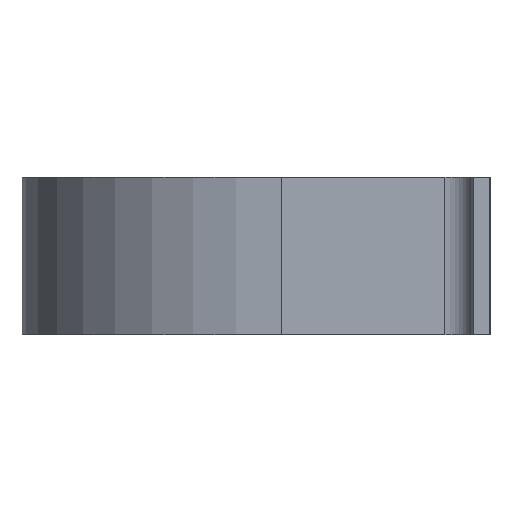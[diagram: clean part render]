
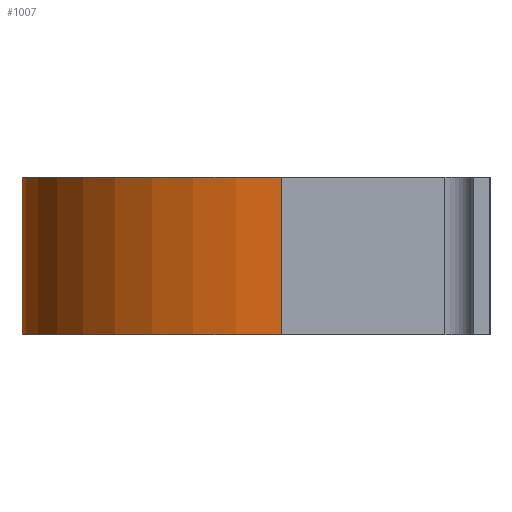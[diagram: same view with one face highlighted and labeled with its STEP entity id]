
A CAD part, left-side view. The second image highlights one B-rep face of the part: STEP entity #1007.
In plain terms, the highlighted cylindrical face has radius 23 mm (diameter 46 mm), a partial arc.
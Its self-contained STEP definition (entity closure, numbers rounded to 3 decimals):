
#8 = AXIS2_PLACEMENT_3D ( 'NONE', #445, #323, #518 ) ;
#13 = CARTESIAN_POINT ( 'NONE',  ( -23., 18.5, 7. ) ) ;
#39 = AXIS2_PLACEMENT_3D ( 'NONE', #985, #807, #195 ) ;
#44 = CARTESIAN_POINT ( 'NONE',  ( 23., 18.5, -7. ) ) ;
#67 = VERTEX_POINT ( 'NONE', #332 ) ;
#70 = EDGE_CURVE ( 'NONE', #1038, #741, #926, .T. ) ;
#101 = VERTEX_POINT ( 'NONE', #44 ) ;
#124 = VECTOR ( 'NONE', #779, 1000. ) ;
#169 = ORIENTED_EDGE ( 'NONE', *, *, #799, .F. ) ;
#181 = CARTESIAN_POINT ( 'NONE',  ( 0., 18.5, -7. ) ) ;
#195 = DIRECTION ( 'NONE',  ( -1., 0., 0. ) ) ;
#274 = CIRCLE ( 'NONE', #525, 23. ) ;
#323 = DIRECTION ( 'NONE',  ( 0., 0., 1. ) ) ;
#332 = CARTESIAN_POINT ( 'NONE',  ( -23., 18.5, -7. ) ) ;
#445 = CARTESIAN_POINT ( 'NONE',  ( 0., 18.5, 7. ) ) ;
#461 = DIRECTION ( 'NONE',  ( 1., 0., 0. ) ) ;
#485 = CARTESIAN_POINT ( 'NONE',  ( 23., 18.5, 7. ) ) ;
#518 = DIRECTION ( 'NONE',  ( 1., 0., 0. ) ) ;
#525 = AXIS2_PLACEMENT_3D ( 'NONE', #181, #977, #461 ) ;
#534 = EDGE_CURVE ( 'NONE', #101, #67, #274, .T. ) ;
#554 = ORIENTED_EDGE ( 'NONE', *, *, #70, .F. ) ;
#604 = CARTESIAN_POINT ( 'NONE',  ( -23., 18.5, 7. ) ) ;
#617 = FACE_OUTER_BOUND ( 'NONE', #933, .T. ) ;
#625 = ORIENTED_EDGE ( 'NONE', *, *, #968, .T. ) ;
#631 = DIRECTION ( 'NONE',  ( 0., 0., -1. ) ) ;
#710 = LINE ( 'NONE', #604, #124 ) ;
#735 = CARTESIAN_POINT ( 'NONE',  ( 23., 18.5, 7. ) ) ;
#741 = VERTEX_POINT ( 'NONE', #13 ) ;
#779 = DIRECTION ( 'NONE',  ( 0., 0., -1. ) ) ;
#799 = EDGE_CURVE ( 'NONE', #741, #67, #710, .T. ) ;
#807 = DIRECTION ( 'NONE',  ( 0., 0., -1. ) ) ;
#866 = VECTOR ( 'NONE', #631, 1000. ) ;
#926 = CIRCLE ( 'NONE', #8, 23. ) ;
#933 = EDGE_LOOP ( 'NONE', ( #1006, #169, #554, #625 ) ) ;
#968 = EDGE_CURVE ( 'NONE', #1038, #101, #1101, .T. ) ;
#977 = DIRECTION ( 'NONE',  ( 0., 0., 1. ) ) ;
#985 = CARTESIAN_POINT ( 'NONE',  ( 0., 18.5, 7. ) ) ;
#1006 = ORIENTED_EDGE ( 'NONE', *, *, #534, .T. ) ;
#1007 = ADVANCED_FACE ( 'NONE', ( #617 ), #1041, .T. ) ;
#1038 = VERTEX_POINT ( 'NONE', #735 ) ;
#1041 = CYLINDRICAL_SURFACE ( 'NONE', #39, 23. ) ;
#1101 = LINE ( 'NONE', #485, #866 ) ;
